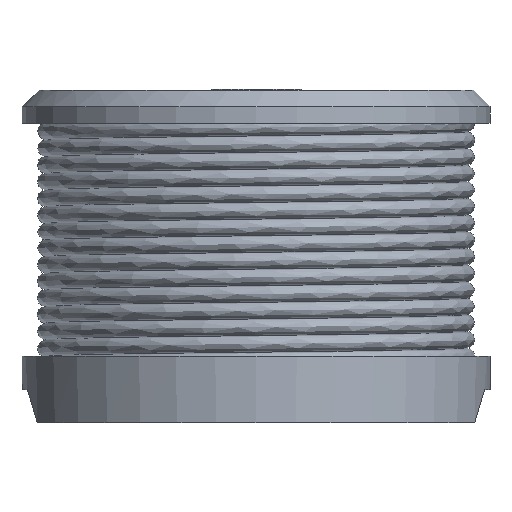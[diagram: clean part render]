
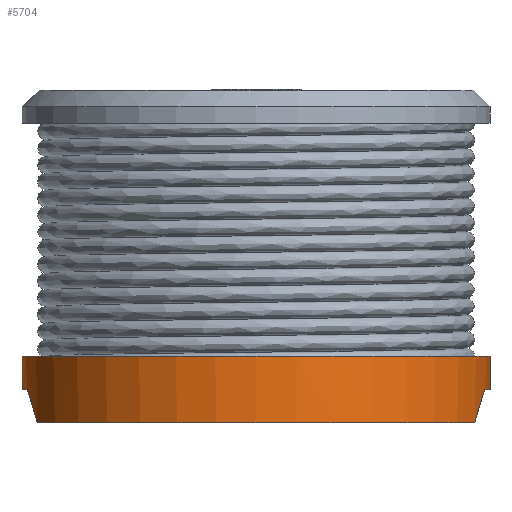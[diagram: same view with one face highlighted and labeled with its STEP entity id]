
A CAD part, front view. The second image highlights one B-rep face of the part: STEP entity #5704.
In plain terms, the highlighted cylindrical face has radius 2.25 mm (diameter 4.5 mm), a full revolution.
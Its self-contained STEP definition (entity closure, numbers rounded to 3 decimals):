
#5704=ADVANCED_FACE('',(#17250,#17252),#17254,.T.);
#17250=FACE_OUTER_BOUND('',#17251,.T.);
#17251=EDGE_LOOP('',(#21463));
#17252=FACE_BOUND('',#17253,.T.);
#17253=EDGE_LOOP('',(#21464,#21465,#21466,#21467,#21468,#21469,#21470,#21471,#21472));
#17254=CYLINDRICAL_SURFACE('',#17255,2.25);
#17255=AXIS2_PLACEMENT_3D('',#17256,#17257,#17258);
#17256=CARTESIAN_POINT('',(0.,0.,0.));
#17257=DIRECTION('',(0.,0.,1.));
#17258=DIRECTION('',(1.,0.,0.));
#21463=ORIENTED_EDGE('',*,*,#23322,.F.);
#21464=ORIENTED_EDGE('',*,*,#23323,.T.);
#21465=ORIENTED_EDGE('',*,*,#23324,.T.);
#21466=ORIENTED_EDGE('',*,*,#23325,.T.);
#21467=ORIENTED_EDGE('',*,*,#23326,.T.);
#21468=ORIENTED_EDGE('',*,*,#23327,.T.);
#21469=ORIENTED_EDGE('',*,*,#23328,.T.);
#21470=ORIENTED_EDGE('',*,*,#23329,.T.);
#21471=ORIENTED_EDGE('',*,*,#23330,.T.);
#21472=ORIENTED_EDGE('',*,*,#23331,.T.);
#23322=EDGE_CURVE('',#26393,#26393,#26394,.T.);
#23323=EDGE_CURVE('',#26395,#26396,#26397,.T.);
#23324=EDGE_CURVE('',#26396,#26398,#26399,.T.);
#23325=EDGE_CURVE('',#26398,#26400,#26401,.T.);
#23326=EDGE_CURVE('',#26400,#26402,#26403,.T.);
#23327=EDGE_CURVE('',#26402,#26404,#26405,.T.);
#23328=EDGE_CURVE('',#26404,#26406,#26407,.T.);
#23329=EDGE_CURVE('',#26406,#26408,#26409,.T.);
#23330=EDGE_CURVE('',#26408,#26410,#26411,.T.);
#23331=EDGE_CURVE('',#26410,#26395,#26412,.T.);
#26393=VERTEX_POINT('',#33683);
#26394=CIRCLE('',#33684,2.25);
#26395=VERTEX_POINT('',#33688);
#26396=VERTEX_POINT('',#33689);
#26397=CIRCLE('',#33690,2.25);
#26398=VERTEX_POINT('',#33694);
#26399=(BOUNDED_CURVE()B_SPLINE_CURVE(3,
(#33695,#33696,#33697,#33698),
.UNSPECIFIED.,.F.,.F.)B_SPLINE_CURVE_WITH_KNOTS((4,4),
(0.,1.),
.UNSPECIFIED.)CURVE()GEOMETRIC_REPRESENTATION_ITEM()RATIONAL_B_SPLINE_CURVE((1.,
0.998,0.998,1.))REPRESENTATION_ITEM(''));
#26400=VERTEX_POINT('',#33699);
#26401=CIRCLE('',#33700,2.25);
#26402=VERTEX_POINT('',#33704);
#26403=(BOUNDED_CURVE()B_SPLINE_CURVE(3,
(#33705,#33706,#33707,#33708),
.UNSPECIFIED.,.F.,.F.)B_SPLINE_CURVE_WITH_KNOTS((4,4),
(0.,1.),
.UNSPECIFIED.)CURVE()GEOMETRIC_REPRESENTATION_ITEM()RATIONAL_B_SPLINE_CURVE((1.,
0.998,0.998,1.))REPRESENTATION_ITEM(''));
#26404=VERTEX_POINT('',#33709);
#26405=CIRCLE('',#33710,2.25);
#26406=VERTEX_POINT('',#33714);
#26407=(BOUNDED_CURVE()B_SPLINE_CURVE(3,
(#33715,#33716,#33717,#33718),
.UNSPECIFIED.,.F.,.F.)B_SPLINE_CURVE_WITH_KNOTS((4,4),
(0.,1.),
.UNSPECIFIED.)CURVE()GEOMETRIC_REPRESENTATION_ITEM()RATIONAL_B_SPLINE_CURVE((1.,
0.998,0.998,1.))REPRESENTATION_ITEM(''));
#26408=VERTEX_POINT('',#33719);
#26409=CIRCLE('',#33720,2.25);
#26410=VERTEX_POINT('',#33724);
#26411=(BOUNDED_CURVE()B_SPLINE_CURVE(3,
(#33725,#33726,#33727,#33728),
.UNSPECIFIED.,.F.,.F.)B_SPLINE_CURVE_WITH_KNOTS((4,4),
(0.,1.),
.UNSPECIFIED.)CURVE()GEOMETRIC_REPRESENTATION_ITEM()RATIONAL_B_SPLINE_CURVE((1.,
0.998,0.998,1.))REPRESENTATION_ITEM(''));
#26412=CIRCLE('',#33729,2.25);
#33683=CARTESIAN_POINT('',(2.25,0.,0.64));
#33684=AXIS2_PLACEMENT_3D('',#33685,#33686,#33687);
#33685=CARTESIAN_POINT('',(0.,0.,0.64));
#33686=DIRECTION('',(0.,0.,1.));
#33687=DIRECTION('',(1.,0.,0.));
#33688=CARTESIAN_POINT('',(2.25,0.,0.32));
#33689=CARTESIAN_POINT('',(2.198,0.48,0.32));
#33690=AXIS2_PLACEMENT_3D('',#33691,#33692,#33693);
#33691=CARTESIAN_POINT('',(0.,0.,0.32));
#33692=DIRECTION('',(0.,0.,1.));
#33693=DIRECTION('',(1.,0.,0.));
#33694=CARTESIAN_POINT('',(2.103,0.8,0.));
#33695=CARTESIAN_POINT('',(2.198,0.48,0.32));
#33696=CARTESIAN_POINT('',(2.174,0.589,0.211));
#33697=CARTESIAN_POINT('',(2.143,0.696,0.104));
#33698=CARTESIAN_POINT('',(2.103,0.8,0.));
#33699=CARTESIAN_POINT('',(-2.103,0.8,0.));
#33700=AXIS2_PLACEMENT_3D('',#33701,#33702,#33703);
#33701=CARTESIAN_POINT('',(0.,0.,0.));
#33702=DIRECTION('',(0.,0.,1.));
#33703=DIRECTION('',(0.935,0.356,0.));
#33704=CARTESIAN_POINT('',(-2.198,0.48,0.32));
#33705=CARTESIAN_POINT('',(-2.103,0.8,0.));
#33706=CARTESIAN_POINT('',(-2.143,0.696,0.104));
#33707=CARTESIAN_POINT('',(-2.174,0.589,0.211));
#33708=CARTESIAN_POINT('',(-2.198,0.48,0.32));
#33709=CARTESIAN_POINT('',(-2.198,-0.48,0.32));
#33710=AXIS2_PLACEMENT_3D('',#33711,#33712,#33713);
#33711=CARTESIAN_POINT('',(0.,0.,0.32));
#33712=DIRECTION('',(0.,0.,1.));
#33713=DIRECTION('',(-0.977,0.213,0.));
#33714=CARTESIAN_POINT('',(-2.103,-0.8,0.));
#33715=CARTESIAN_POINT('',(-2.198,-0.48,0.32));
#33716=CARTESIAN_POINT('',(-2.174,-0.589,0.211));
#33717=CARTESIAN_POINT('',(-2.143,-0.696,0.104));
#33718=CARTESIAN_POINT('',(-2.103,-0.8,0.));
#33719=CARTESIAN_POINT('',(2.103,-0.8,0.));
#33720=AXIS2_PLACEMENT_3D('',#33721,#33722,#33723);
#33721=CARTESIAN_POINT('',(0.,0.,0.));
#33722=DIRECTION('',(0.,0.,1.));
#33723=DIRECTION('',(-0.935,-0.356,0.));
#33724=CARTESIAN_POINT('',(2.198,-0.48,0.32));
#33725=CARTESIAN_POINT('',(2.103,-0.8,0.));
#33726=CARTESIAN_POINT('',(2.143,-0.696,0.104));
#33727=CARTESIAN_POINT('',(2.174,-0.589,0.211));
#33728=CARTESIAN_POINT('',(2.198,-0.48,0.32));
#33729=AXIS2_PLACEMENT_3D('',#33730,#33731,#33732);
#33730=CARTESIAN_POINT('',(0.,0.,0.32));
#33731=DIRECTION('',(0.,0.,1.));
#33732=DIRECTION('',(0.977,-0.213,0.));
